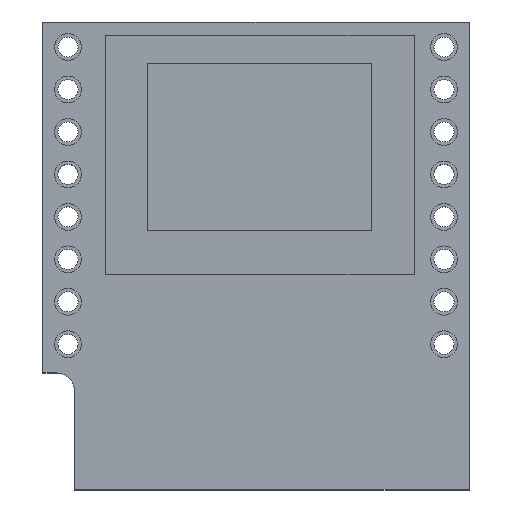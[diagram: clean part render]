
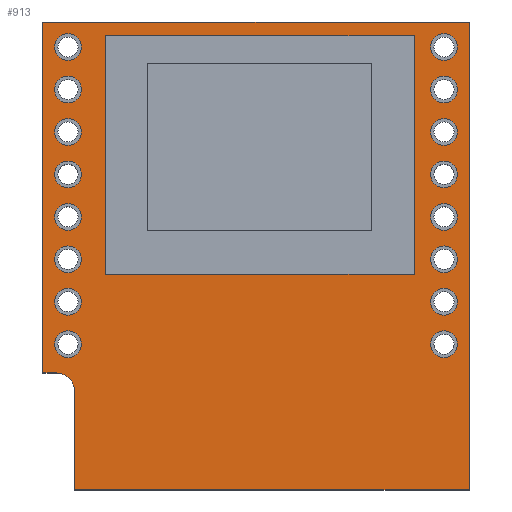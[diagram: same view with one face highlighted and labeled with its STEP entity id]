
A CAD part, top view. The second image highlights one B-rep face of the part: STEP entity #913.
In plain terms, the highlighted planar face has unit normal (0, 0, 1).
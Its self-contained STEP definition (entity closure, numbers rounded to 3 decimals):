
#110 = VERTEX_POINT('',#111);
#111 = CARTESIAN_POINT('',(-10.85,-8.72,1.2));
#117 = EDGE_CURVE('',#110,#118,#120,.T.);
#118 = VERTEX_POINT('',#119);
#119 = CARTESIAN_POINT('',(12.75,-8.72,1.2));
#120 = LINE('',#121,#122);
#121 = CARTESIAN_POINT('',(-10.85,-8.72,1.2));
#122 = VECTOR('',#123,1.);
#123 = DIRECTION('',(1.,0.,0.));
#148 = EDGE_CURVE('',#118,#149,#151,.T.);
#149 = VERTEX_POINT('',#150);
#150 = CARTESIAN_POINT('',(12.75,19.28,1.2));
#151 = LINE('',#152,#153);
#152 = CARTESIAN_POINT('',(12.75,-8.72,1.2));
#153 = VECTOR('',#154,1.);
#154 = DIRECTION('',(0.,1.,0.));
#179 = EDGE_CURVE('',#149,#180,#182,.T.);
#180 = VERTEX_POINT('',#181);
#181 = CARTESIAN_POINT('',(-12.75,19.28,1.2));
#182 = LINE('',#183,#184);
#183 = CARTESIAN_POINT('',(12.75,19.28,1.2));
#184 = VECTOR('',#185,1.);
#185 = DIRECTION('',(-1.,0.,0.));
#210 = EDGE_CURVE('',#180,#211,#213,.T.);
#211 = VERTEX_POINT('',#212);
#212 = CARTESIAN_POINT('',(-12.75,-1.72,1.2));
#213 = LINE('',#214,#215);
#214 = CARTESIAN_POINT('',(-12.75,19.28,1.2));
#215 = VECTOR('',#216,1.);
#216 = DIRECTION('',(0.,-1.,0.));
#241 = EDGE_CURVE('',#211,#242,#244,.T.);
#242 = VERTEX_POINT('',#243);
#243 = CARTESIAN_POINT('',(-11.95,-1.72,1.2));
#244 = LINE('',#245,#246);
#245 = CARTESIAN_POINT('',(-12.75,-1.72,1.2));
#246 = VECTOR('',#247,1.);
#247 = DIRECTION('',(1.,0.,0.));
#274 = VERTEX_POINT('',#275);
#275 = CARTESIAN_POINT('',(-10.85,-2.82,1.2));
#281 = EDGE_CURVE('',#274,#242,#282,.T.);
#282 = CIRCLE('',#283,1.1);
#283 = AXIS2_PLACEMENT_3D('',#284,#285,#286);
#284 = CARTESIAN_POINT('',(-11.95,-2.82,1.2));
#285 = DIRECTION('',(0.,0.,1.));
#286 = DIRECTION('',(1.,0.,0.));
#305 = EDGE_CURVE('',#110,#274,#306,.T.);
#306 = LINE('',#307,#308);
#307 = CARTESIAN_POINT('',(-10.85,-8.72,1.2));
#308 = VECTOR('',#309,1.);
#309 = DIRECTION('',(0.,1.,0.));
#329 = VERTEX_POINT('',#330);
#330 = CARTESIAN_POINT('',(12.05,15.24,1.2));
#336 = EDGE_CURVE('',#329,#329,#337,.T.);
#337 = CIRCLE('',#338,0.8);
#338 = AXIS2_PLACEMENT_3D('',#339,#340,#341);
#339 = CARTESIAN_POINT('',(11.25,15.24,1.2));
#340 = DIRECTION('',(0.,0.,1.));
#341 = DIRECTION('',(1.,0.,0.));
#362 = VERTEX_POINT('',#363);
#363 = CARTESIAN_POINT('',(12.05,7.62,1.2));
#369 = EDGE_CURVE('',#362,#362,#370,.T.);
#370 = CIRCLE('',#371,0.8);
#371 = AXIS2_PLACEMENT_3D('',#372,#373,#374);
#372 = CARTESIAN_POINT('',(11.25,7.62,1.2));
#373 = DIRECTION('',(0.,0.,1.));
#374 = DIRECTION('',(1.,0.,0.));
#395 = VERTEX_POINT('',#396);
#396 = CARTESIAN_POINT('',(-10.45,15.24,1.2));
#402 = EDGE_CURVE('',#395,#395,#403,.T.);
#403 = CIRCLE('',#404,0.8);
#404 = AXIS2_PLACEMENT_3D('',#405,#406,#407);
#405 = CARTESIAN_POINT('',(-11.25,15.24,1.2));
#406 = DIRECTION('',(0.,0.,1.));
#407 = DIRECTION('',(1.,0.,0.));
#428 = VERTEX_POINT('',#429);
#429 = CARTESIAN_POINT('',(-10.45,7.62,1.2));
#435 = EDGE_CURVE('',#428,#428,#436,.T.);
#436 = CIRCLE('',#437,0.8);
#437 = AXIS2_PLACEMENT_3D('',#438,#439,#440);
#438 = CARTESIAN_POINT('',(-11.25,7.62,1.2));
#439 = DIRECTION('',(0.,0.,1.));
#440 = DIRECTION('',(1.,0.,0.));
#461 = VERTEX_POINT('',#462);
#462 = CARTESIAN_POINT('',(12.05,2.54,1.2));
#468 = EDGE_CURVE('',#461,#461,#469,.T.);
#469 = CIRCLE('',#470,0.8);
#470 = AXIS2_PLACEMENT_3D('',#471,#472,#473);
#471 = CARTESIAN_POINT('',(11.25,2.54,1.2));
#472 = DIRECTION('',(0.,0.,1.));
#473 = DIRECTION('',(1.,0.,0.));
#494 = VERTEX_POINT('',#495);
#495 = CARTESIAN_POINT('',(12.05,0.,1.2));
#501 = EDGE_CURVE('',#494,#494,#502,.T.);
#502 = CIRCLE('',#503,0.8);
#503 = AXIS2_PLACEMENT_3D('',#504,#505,#506);
#504 = CARTESIAN_POINT('',(11.25,0.,1.2));
#505 = DIRECTION('',(0.,0.,1.));
#506 = DIRECTION('',(1.,0.,0.));
#527 = VERTEX_POINT('',#528);
#528 = CARTESIAN_POINT('',(-10.45,2.54,1.2));
#534 = EDGE_CURVE('',#527,#527,#535,.T.);
#535 = CIRCLE('',#536,0.8);
#536 = AXIS2_PLACEMENT_3D('',#537,#538,#539);
#537 = CARTESIAN_POINT('',(-11.25,2.54,1.2));
#538 = DIRECTION('',(0.,0.,1.));
#539 = DIRECTION('',(1.,0.,0.));
#560 = VERTEX_POINT('',#561);
#561 = CARTESIAN_POINT('',(-10.45,0.,1.2));
#567 = EDGE_CURVE('',#560,#560,#568,.T.);
#568 = CIRCLE('',#569,0.8);
#569 = AXIS2_PLACEMENT_3D('',#570,#571,#572);
#570 = CARTESIAN_POINT('',(-11.25,0.,1.2));
#571 = DIRECTION('',(0.,0.,1.));
#572 = DIRECTION('',(1.,0.,0.));
#593 = VERTEX_POINT('',#594);
#594 = CARTESIAN_POINT('',(12.05,17.78,1.2));
#600 = EDGE_CURVE('',#593,#593,#601,.T.);
#601 = CIRCLE('',#602,0.8);
#602 = AXIS2_PLACEMENT_3D('',#603,#604,#605);
#603 = CARTESIAN_POINT('',(11.25,17.78,1.2));
#604 = DIRECTION('',(0.,0.,1.));
#605 = DIRECTION('',(1.,0.,0.));
#626 = VERTEX_POINT('',#627);
#627 = CARTESIAN_POINT('',(12.05,12.7,1.2));
#633 = EDGE_CURVE('',#626,#626,#634,.T.);
#634 = CIRCLE('',#635,0.8);
#635 = AXIS2_PLACEMENT_3D('',#636,#637,#638);
#636 = CARTESIAN_POINT('',(11.25,12.7,1.2));
#637 = DIRECTION('',(0.,0.,1.));
#638 = DIRECTION('',(1.,0.,0.));
#659 = VERTEX_POINT('',#660);
#660 = CARTESIAN_POINT('',(12.05,10.16,1.2));
#666 = EDGE_CURVE('',#659,#659,#667,.T.);
#667 = CIRCLE('',#668,0.8);
#668 = AXIS2_PLACEMENT_3D('',#669,#670,#671);
#669 = CARTESIAN_POINT('',(11.25,10.16,1.2));
#670 = DIRECTION('',(0.,0.,1.));
#671 = DIRECTION('',(1.,0.,0.));
#692 = VERTEX_POINT('',#693);
#693 = CARTESIAN_POINT('',(12.05,5.08,1.2));
#699 = EDGE_CURVE('',#692,#692,#700,.T.);
#700 = CIRCLE('',#701,0.8);
#701 = AXIS2_PLACEMENT_3D('',#702,#703,#704);
#702 = CARTESIAN_POINT('',(11.25,5.08,1.2));
#703 = DIRECTION('',(0.,0.,1.));
#704 = DIRECTION('',(1.,0.,0.));
#725 = VERTEX_POINT('',#726);
#726 = CARTESIAN_POINT('',(-10.45,17.78,1.2));
#732 = EDGE_CURVE('',#725,#725,#733,.T.);
#733 = CIRCLE('',#734,0.8);
#734 = AXIS2_PLACEMENT_3D('',#735,#736,#737);
#735 = CARTESIAN_POINT('',(-11.25,17.78,1.2));
#736 = DIRECTION('',(0.,0.,1.));
#737 = DIRECTION('',(1.,0.,0.));
#758 = VERTEX_POINT('',#759);
#759 = CARTESIAN_POINT('',(-10.45,12.7,1.2));
#765 = EDGE_CURVE('',#758,#758,#766,.T.);
#766 = CIRCLE('',#767,0.8);
#767 = AXIS2_PLACEMENT_3D('',#768,#769,#770);
#768 = CARTESIAN_POINT('',(-11.25,12.7,1.2));
#769 = DIRECTION('',(0.,0.,1.));
#770 = DIRECTION('',(1.,0.,0.));
#791 = VERTEX_POINT('',#792);
#792 = CARTESIAN_POINT('',(-10.45,10.16,1.2));
#798 = EDGE_CURVE('',#791,#791,#799,.T.);
#799 = CIRCLE('',#800,0.8);
#800 = AXIS2_PLACEMENT_3D('',#801,#802,#803);
#801 = CARTESIAN_POINT('',(-11.25,10.16,1.2));
#802 = DIRECTION('',(0.,0.,1.));
#803 = DIRECTION('',(1.,0.,0.));
#824 = VERTEX_POINT('',#825);
#825 = CARTESIAN_POINT('',(-10.45,5.08,1.2));
#831 = EDGE_CURVE('',#824,#824,#832,.T.);
#832 = CIRCLE('',#833,0.8);
#833 = AXIS2_PLACEMENT_3D('',#834,#835,#836);
#834 = CARTESIAN_POINT('',(-11.25,5.08,1.2));
#835 = DIRECTION('',(0.,0.,1.));
#836 = DIRECTION('',(1.,0.,0.));
#913 = ADVANCED_FACE('',(#914,#923,#926,#929,#932,#935,#938,#941,#944,
    #947,#950,#953,#956,#959,#962,#965,#968),#971,.T.);
#914 = FACE_BOUND('',#915,.T.);
#915 = EDGE_LOOP('',(#916,#917,#918,#919,#920,#921,#922));
#916 = ORIENTED_EDGE('',*,*,#117,.T.);
#917 = ORIENTED_EDGE('',*,*,#148,.T.);
#918 = ORIENTED_EDGE('',*,*,#179,.T.);
#919 = ORIENTED_EDGE('',*,*,#210,.T.);
#920 = ORIENTED_EDGE('',*,*,#241,.T.);
#921 = ORIENTED_EDGE('',*,*,#281,.F.);
#922 = ORIENTED_EDGE('',*,*,#305,.F.);
#923 = FACE_BOUND('',#924,.F.);
#924 = EDGE_LOOP('',(#925));
#925 = ORIENTED_EDGE('',*,*,#336,.T.);
#926 = FACE_BOUND('',#927,.F.);
#927 = EDGE_LOOP('',(#928));
#928 = ORIENTED_EDGE('',*,*,#369,.T.);
#929 = FACE_BOUND('',#930,.F.);
#930 = EDGE_LOOP('',(#931));
#931 = ORIENTED_EDGE('',*,*,#402,.T.);
#932 = FACE_BOUND('',#933,.F.);
#933 = EDGE_LOOP('',(#934));
#934 = ORIENTED_EDGE('',*,*,#435,.T.);
#935 = FACE_BOUND('',#936,.F.);
#936 = EDGE_LOOP('',(#937));
#937 = ORIENTED_EDGE('',*,*,#468,.T.);
#938 = FACE_BOUND('',#939,.F.);
#939 = EDGE_LOOP('',(#940));
#940 = ORIENTED_EDGE('',*,*,#501,.T.);
#941 = FACE_BOUND('',#942,.F.);
#942 = EDGE_LOOP('',(#943));
#943 = ORIENTED_EDGE('',*,*,#534,.T.);
#944 = FACE_BOUND('',#945,.F.);
#945 = EDGE_LOOP('',(#946));
#946 = ORIENTED_EDGE('',*,*,#567,.T.);
#947 = FACE_BOUND('',#948,.F.);
#948 = EDGE_LOOP('',(#949));
#949 = ORIENTED_EDGE('',*,*,#600,.T.);
#950 = FACE_BOUND('',#951,.F.);
#951 = EDGE_LOOP('',(#952));
#952 = ORIENTED_EDGE('',*,*,#633,.T.);
#953 = FACE_BOUND('',#954,.F.);
#954 = EDGE_LOOP('',(#955));
#955 = ORIENTED_EDGE('',*,*,#666,.T.);
#956 = FACE_BOUND('',#957,.F.);
#957 = EDGE_LOOP('',(#958));
#958 = ORIENTED_EDGE('',*,*,#699,.T.);
#959 = FACE_BOUND('',#960,.F.);
#960 = EDGE_LOOP('',(#961));
#961 = ORIENTED_EDGE('',*,*,#732,.T.);
#962 = FACE_BOUND('',#963,.F.);
#963 = EDGE_LOOP('',(#964));
#964 = ORIENTED_EDGE('',*,*,#765,.T.);
#965 = FACE_BOUND('',#966,.F.);
#966 = EDGE_LOOP('',(#967));
#967 = ORIENTED_EDGE('',*,*,#798,.T.);
#968 = FACE_BOUND('',#969,.F.);
#969 = EDGE_LOOP('',(#970));
#970 = ORIENTED_EDGE('',*,*,#831,.T.);
#971 = PLANE('',#972);
#972 = AXIS2_PLACEMENT_3D('',#973,#974,#975);
#973 = CARTESIAN_POINT('',(0.107,6.764,1.2));
#974 = DIRECTION('',(0.,0.,1.));
#975 = DIRECTION('',(1.,0.,0.));
